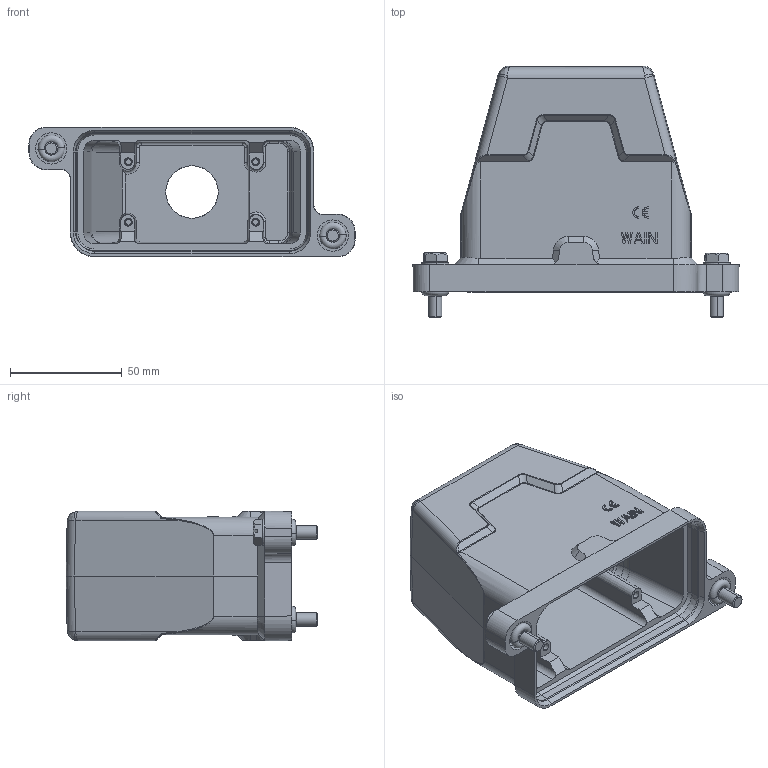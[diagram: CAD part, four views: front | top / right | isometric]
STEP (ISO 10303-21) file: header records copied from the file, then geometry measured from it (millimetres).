
FILE_DESCRIPTION(/* description */ (''),/* implementation_level */ '2;1');
FILE_NAME(/* name */ '3D_1136104205011_HP10B_H-TEH-2S-PG21_V1.1.STP',/* time_stamp */ '2024-01-16T10:55:17+08:00',/* author */ (''),/* organization */ (''),/* preprocessor_version */ 'ST-DEVELOPER v18.1',/* originating_system */ 'SIEMENS PLM Software NX 1980',/* authorisation */ '');
FILE_SCHEMA (('AP203_CONFIGURATION_CONTROLLED_3D_DESIGN_OF_MECHANICAL_PARTS_AND_ASSEMBLIES_MIM_LF { 1 0 10303 403 2 1 2}'));
Length unit declared in the file: millimetre
Products named in the file (1): temp
Bounding box: 146 x 112.7 x 58 mm (x, y, z)
Volume: 185470.3 mm3; surface area: 69774.2 mm2
Topology: 3 solids, 3 shells, 496 faces, 1258 edges, 799 vertices
Faces by surface type: plane 232, cylinder 148, cone 46, torus 38, bspline 32
Entity records: 18281 total; most frequent: CARTESIAN_POINT 7161, ORIENTED_EDGE 2516, DIRECTION 1924, EDGE_CURVE 1258, VERTEX_POINT 799, LINE 666, VECTOR 666, AXIS2_PLACEMENT_3D 629
